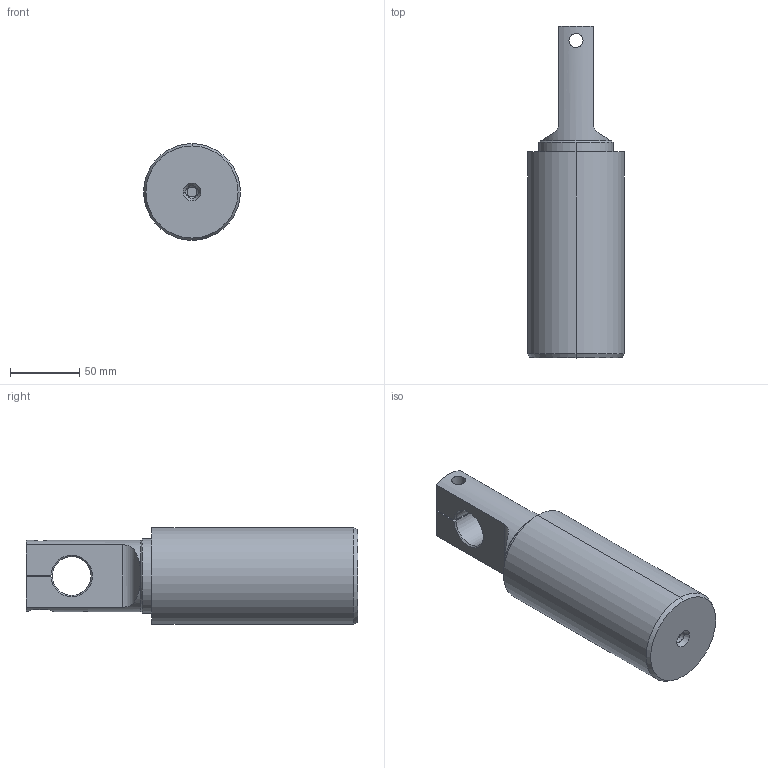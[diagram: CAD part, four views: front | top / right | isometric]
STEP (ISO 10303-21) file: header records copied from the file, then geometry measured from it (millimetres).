
FILE_DESCRIPTION (( 'STEP AP203' ), '1' );
FILE_NAME ('1300_derived_Shaft.stp_Default_sldprt.STEP', '2024-01-15T12:56:18', ( '' ), ( '' ), 'SwSTEP 2.0', 'SolidWorks 2023', '' );
FILE_SCHEMA (( 'CONFIG_CONTROL_DESIGN' ));
Length unit declared in the file: millimetre
Products named in the file (1): 1300_derived_Shaft.stp_Default_sldprt
Bounding box: 70 x 240 x 70 mm (x, y, z)
Volume: 674806.4 mm3; surface area: 56482.4 mm2
Topology: 1 solids, 1 shells, 46 faces, 114 edges, 72 vertices
Faces by surface type: cylinder 23, plane 13, cone 10
Entity records: 1953 total; most frequent: CARTESIAN_POINT 781, ORIENTED_EDGE 228, DIRECTION 226, EDGE_CURVE 114, AXIS2_PLACEMENT_3D 89, VERTEX_POINT 72, EDGE_LOOP 54, LINE 48
